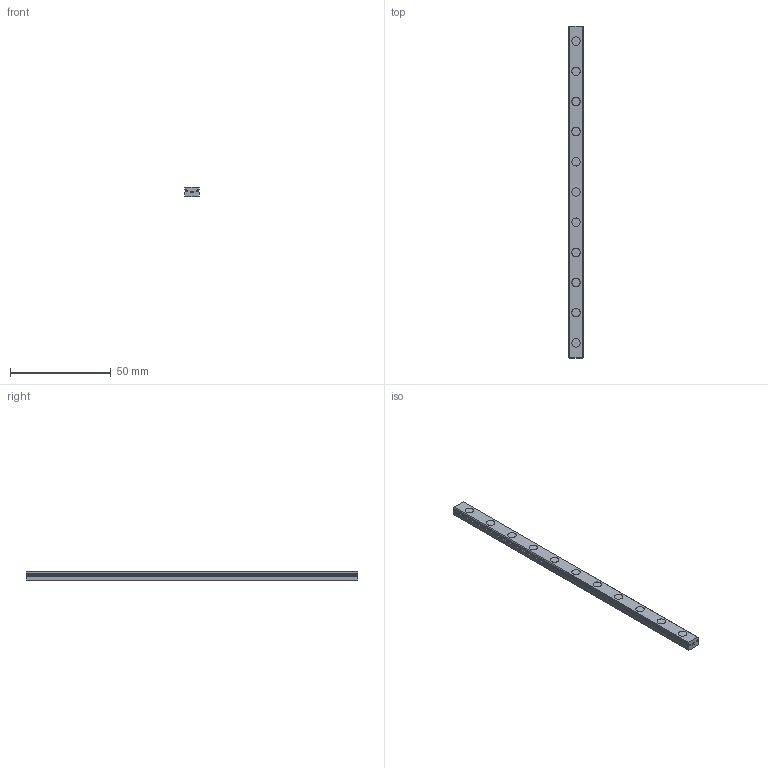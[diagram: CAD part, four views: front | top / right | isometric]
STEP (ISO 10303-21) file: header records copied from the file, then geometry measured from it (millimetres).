
FILE_DESCRIPTION(('STEP AP214'),'1');
FILE_NAME('cctmp_1CF89C69-32F8-43DB-83A8-7A43232DEA63_2021_02_18_13_40_04_0754..stp','2021-02-18T12:40:04',('HIWIN GmbH'),('CADClick - www.CADClick.com'),'Spatial InterOp 3D',' ','unknown authorization');
FILE_SCHEMA(('AUTOMOTIVE_DESIGN'));
Length unit declared in the file: millimetre
Products named in the file (1): MGNR07R165CM_FILE
Bounding box: 7 x 165 x 4.8 mm (x, y, z)
Volume: 4758.7 mm3; surface area: 5116.2 mm2
Topology: 1 solids, 1 shells, 194 faces, 465 edges, 310 vertices
Faces by surface type: plane 112, cylinder 82
Entity records: 7249 total; most frequent: DIRECTION 1019, CARTESIAN_POINT 970, ORIENTED_EDGE 930, EDGE_CURVE 465, AXIS2_PLACEMENT_3D 359, VERTEX_POINT 310, LINE 301, VECTOR 301
